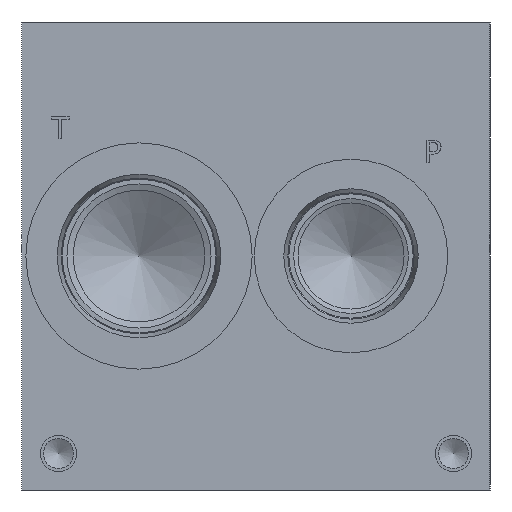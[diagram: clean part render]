
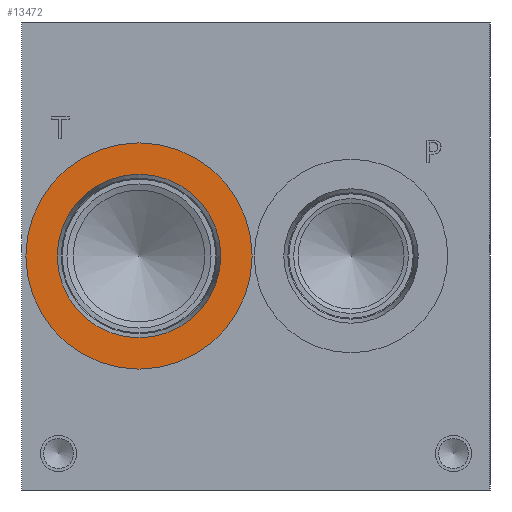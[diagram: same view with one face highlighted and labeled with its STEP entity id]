
A CAD part, left-side view. The second image highlights one B-rep face of the part: STEP entity #13472.
In plain terms, the highlighted planar face has unit normal (-1, 0, 0).
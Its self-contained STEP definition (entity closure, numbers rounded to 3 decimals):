
#228=FACE_BOUND('',#2145,.T.);
#1375=FACE_OUTER_BOUND('',#2144,.T.);
#2144=EDGE_LOOP('',(#11345,#11346));
#2145=EDGE_LOOP('',(#11347,#11348));
#4848=CIRCLE('',#14119,24.562);
#4849=CIRCLE('',#14120,24.562);
#4850=CIRCLE('',#14122,17.755);
#4851=CIRCLE('',#14123,17.755);
#6123=VERTEX_POINT('',#22893);
#6124=VERTEX_POINT('',#22895);
#6125=VERTEX_POINT('',#22899);
#6126=VERTEX_POINT('',#22900);
#7932=EDGE_CURVE('',#6123,#6124,#4848,.T.);
#7933=EDGE_CURVE('',#6124,#6123,#4849,.T.);
#7934=EDGE_CURVE('',#6125,#6126,#4850,.T.);
#7935=EDGE_CURVE('',#6126,#6125,#4851,.T.);
#11345=ORIENTED_EDGE('',*,*,#7933,.F.);
#11346=ORIENTED_EDGE('',*,*,#7932,.F.);
#11347=ORIENTED_EDGE('',*,*,#7934,.T.);
#11348=ORIENTED_EDGE('',*,*,#7935,.T.);
#12374=PLANE('',#14121);
#13472=ADVANCED_FACE('',(#1375,#228),#12374,.F.);
#14119=AXIS2_PLACEMENT_3D('',#22896,#16567,#16568);
#14120=AXIS2_PLACEMENT_3D('',#22897,#16569,#16570);
#14121=AXIS2_PLACEMENT_3D('',#22898,#16571,#16572);
#14122=AXIS2_PLACEMENT_3D('',#22901,#16573,#16574);
#14123=AXIS2_PLACEMENT_3D('',#22902,#16575,#16576);
#16567=DIRECTION('center_axis',(1.,0.,0.));
#16568=DIRECTION('ref_axis',(0.,0.,-1.));
#16569=DIRECTION('center_axis',(1.,0.,0.));
#16570=DIRECTION('ref_axis',(0.,0.,-1.));
#16571=DIRECTION('center_axis',(1.,0.,0.));
#16572=DIRECTION('ref_axis',(0.,0.,-1.));
#16573=DIRECTION('center_axis',(1.,0.,0.));
#16574=DIRECTION('ref_axis',(0.,0.,-1.));
#16575=DIRECTION('center_axis',(1.,0.,0.));
#16576=DIRECTION('ref_axis',(0.,0.,-1.));
#22893=CARTESIAN_POINT('',(0.787,76.2,26.238));
#22895=CARTESIAN_POINT('',(0.787,76.2,75.362));
#22896=CARTESIAN_POINT('Origin',(0.787,76.2,50.8));
#22897=CARTESIAN_POINT('Origin',(0.787,76.2,50.8));
#22898=CARTESIAN_POINT('Origin',(0.787,76.2,68.555));
#22899=CARTESIAN_POINT('',(0.787,76.2,68.555));
#22900=CARTESIAN_POINT('',(0.787,76.2,33.045));
#22901=CARTESIAN_POINT('Origin',(0.787,76.2,50.8));
#22902=CARTESIAN_POINT('Origin',(0.787,76.2,50.8));
